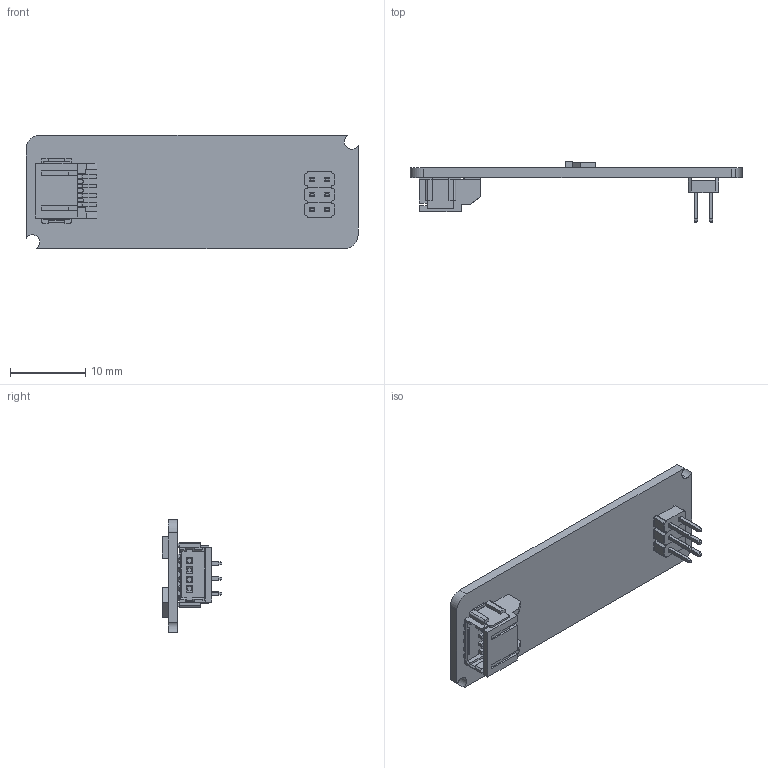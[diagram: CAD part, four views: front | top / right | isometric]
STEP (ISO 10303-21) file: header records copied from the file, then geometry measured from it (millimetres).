
FILE_DESCRIPTION (( 'STEP AP214' ), '1' );
FILE_NAME ('HLK-LD2450.step', '2024-02-07T16:26:35', ( '' ), ( '' ), 'SwSTEP 2.0', 'SolidWorks 2024', '' );
FILE_SCHEMA (( 'AUTOMOTIVE_DESIGN' ));
Length unit declared in the file: millimetre
Products named in the file (1): HLK-LD2450
Bounding box: 44 x 7.95 x 15 mm (x, y, z)
Volume: 988.1 mm3; surface area: 2089.2 mm2
Topology: 11 solids, 11 shells, 881 faces, 2250 edges, 1398 vertices
Faces by surface type: plane 553, cylinder 226, bspline 102
Entity records: 29001 total; most frequent: CARTESIAN_POINT 8392, ORIENTED_EDGE 4452, DIRECTION 3882, EDGE_CURVE 2226, VECTOR 1674, LINE 1674, VERTEX_POINT 1398, AXIS2_PLACEMENT_3D 1104
